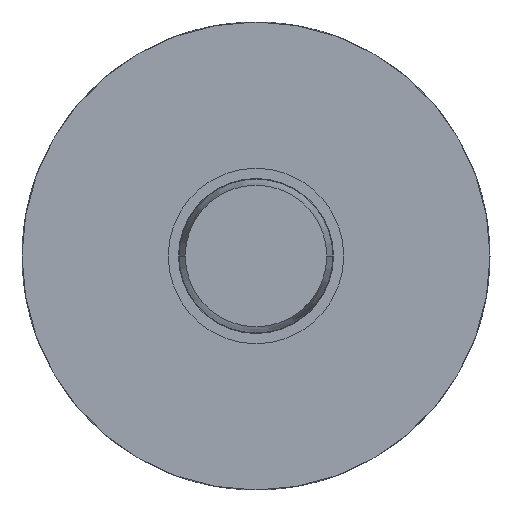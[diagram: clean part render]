
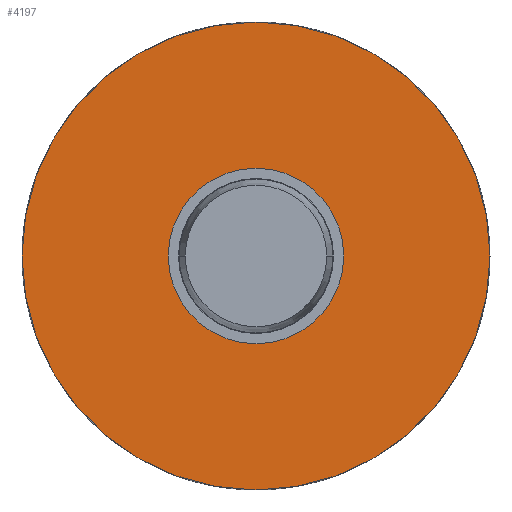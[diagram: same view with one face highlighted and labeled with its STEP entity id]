
A CAD part, front view. The second image highlights one B-rep face of the part: STEP entity #4197.
In plain terms, the highlighted planar face has unit normal (0, -1, 0).
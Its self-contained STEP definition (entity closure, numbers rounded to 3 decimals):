
#499 = VERTEX_POINT ( 'NONE', #529 ) ;
#529 = CARTESIAN_POINT ( 'NONE',  ( 0., 5.3, -4. ) ) ;
#893 = VERTEX_POINT ( 'NONE', #2543 ) ;
#1100 = EDGE_CURVE ( 'Defeature ausgef�hrt1_47+Defeature ausgef�hrt1_46+Defeature ausgef�hrt1_46+Defeature ausgef�hrt1_46', #4182, #499, #1801, .T. ) ;
#1336 = AXIS2_PLACEMENT_3D ( 'NONE', #9432, #5338, #8625 ) ;
#1801 = CIRCLE ( 'NONE', #9578, 4. ) ;
#2316 = CARTESIAN_POINT ( 'NONE',  ( 0., 5.3, 0. ) ) ;
#2342 = DIRECTION ( 'NONE',  ( 0., 1., 0. ) ) ;
#2543 = CARTESIAN_POINT ( 'NONE',  ( 0., 5.3, -0.9 ) ) ;
#2841 = FACE_OUTER_BOUND ( 'NONE', #5292, .T. ) ;
#2959 = PLANE ( 'NONE',  #1336 ) ;
#2969 = CARTESIAN_POINT ( 'NONE',  ( 0., 5.3, 0.9 ) ) ;
#3451 = DIRECTION ( 'NONE',  ( 0., 0., 1. ) ) ;
#3924 = ORIENTED_EDGE ( 'NONE', *, *, #5152, .T. ) ;
#4182 = VERTEX_POINT ( 'NONE', #10186 ) ;
#4197 = ADVANCED_FACE ( 'Defeature ausgef�hrt1_46', ( #2841, #9488 ), #2959, .F. ) ;
#4602 = ORIENTED_EDGE ( 'NONE', *, *, #7449, .F. ) ;
#4875 = ORIENTED_EDGE ( 'NONE', *, *, #5965, .T. ) ;
#4975 = EDGE_LOOP ( 'NONE', ( #3924, #4875 ) ) ;
#5021 = CARTESIAN_POINT ( 'NONE',  ( 0., 5.3, 0. ) ) ;
#5152 = EDGE_CURVE ( 'Defeature ausgef�hrt1_46+Defeature ausgef�hrt1_45+Defeature ausgef�hrt1_45+Defeature ausgef�hrt1_45', #8094, #893, #8651, .T. ) ;
#5292 = EDGE_LOOP ( 'NONE', ( #5576, #4602 ) ) ;
#5338 = DIRECTION ( 'NONE',  ( 0., 1., 0. ) ) ;
#5576 = ORIENTED_EDGE ( 'NONE', *, *, #1100, .F. ) ;
#5965 = EDGE_CURVE ( 'Defeature ausgef�hrt1_46+Defeature ausgef�hrt1_45+Defeature ausgef�hrt1_45+Defeature ausgef�hrt1_45', #893, #8094, #8457, .T. ) ;
#6465 = DIRECTION ( 'NONE',  ( 0., 0., 1. ) ) ;
#6622 = DIRECTION ( 'NONE',  ( 0., 1., 0. ) ) ;
#6930 = AXIS2_PLACEMENT_3D ( 'NONE', #5021, #9172, #3451 ) ;
#7447 = CIRCLE ( 'NONE', #8305, 4. ) ;
#7449 = EDGE_CURVE ( 'Defeature ausgef�hrt1_47+Defeature ausgef�hrt1_46+Defeature ausgef�hrt1_46+Defeature ausgef�hrt1_46', #499, #4182, #7447, .T. ) ;
#7483 = DIRECTION ( 'NONE',  ( 0., 0., 1. ) ) ;
#8094 = VERTEX_POINT ( 'NONE', #2969 ) ;
#8197 = DIRECTION ( 'NONE',  ( 0., 0., 1. ) ) ;
#8226 = CARTESIAN_POINT ( 'NONE',  ( 0., 5.3, 0. ) ) ;
#8305 = AXIS2_PLACEMENT_3D ( 'NONE', #8226, #2342, #7483 ) ;
#8457 = CIRCLE ( 'NONE', #9142, 0.9 ) ;
#8625 = DIRECTION ( 'NONE',  ( 0., 0., 1. ) ) ;
#8651 = CIRCLE ( 'NONE', #6930, 0.9 ) ;
#8999 = CARTESIAN_POINT ( 'NONE',  ( 0., 5.3, 0. ) ) ;
#9142 = AXIS2_PLACEMENT_3D ( 'NONE', #8999, #6622, #6465 ) ;
#9172 = DIRECTION ( 'NONE',  ( 0., 1., 0. ) ) ;
#9432 = CARTESIAN_POINT ( 'NONE',  ( 0.9, 5.3, 0. ) ) ;
#9488 = FACE_BOUND ( 'NONE', #4975, .T. ) ;
#9578 = AXIS2_PLACEMENT_3D ( 'NONE', #2316, #10474, #8197 ) ;
#10186 = CARTESIAN_POINT ( 'NONE',  ( 0., 5.3, 4. ) ) ;
#10474 = DIRECTION ( 'NONE',  ( 0., 1., 0. ) ) ;
